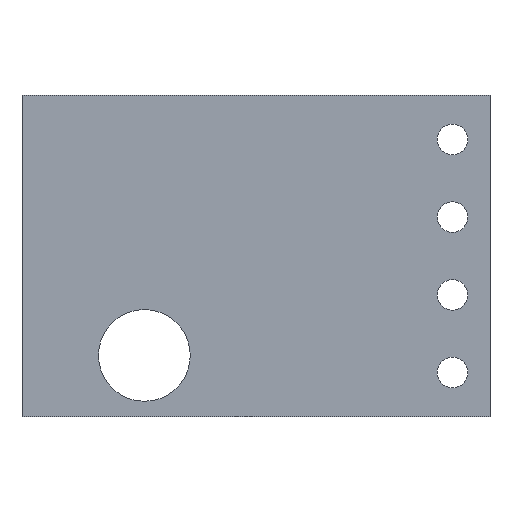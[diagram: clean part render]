
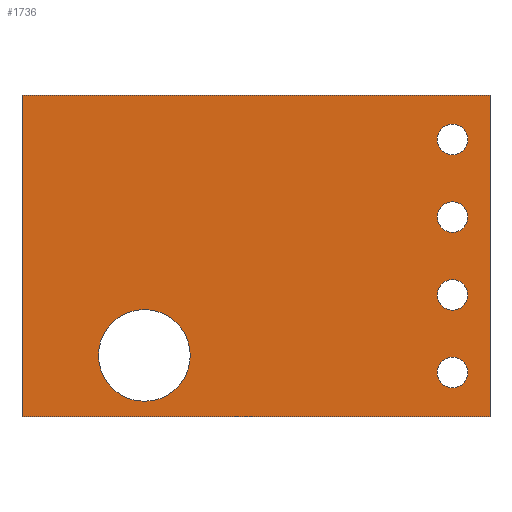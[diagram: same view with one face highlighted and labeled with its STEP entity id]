
A CAD part, front view. The second image highlights one B-rep face of the part: STEP entity #1736.
In plain terms, the highlighted planar face has unit normal (0, -1, 0).
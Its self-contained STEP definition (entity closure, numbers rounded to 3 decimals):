
#48=FACE_BOUND('',#306,.T.);
#49=FACE_BOUND('',#307,.T.);
#50=FACE_BOUND('',#308,.T.);
#51=FACE_BOUND('',#309,.T.);
#52=FACE_BOUND('',#310,.T.);
#67=PLANE('',#1894);
#181=FACE_OUTER_BOUND('',#305,.T.);
#305=EDGE_LOOP('',(#1305,#1306,#1307,#1308));
#306=EDGE_LOOP('',(#1309));
#307=EDGE_LOOP('',(#1310));
#308=EDGE_LOOP('',(#1311));
#309=EDGE_LOOP('',(#1312));
#310=EDGE_LOOP('',(#1313));
#422=LINE('',#2605,#617);
#426=LINE('',#2613,#621);
#429=LINE('',#2619,#624);
#432=LINE('',#2624,#627);
#617=VECTOR('',#2106,10.);
#621=VECTOR('',#2112,10.);
#624=VECTOR('',#2117,10.);
#627=VECTOR('',#2122,10.);
#804=CIRCLE('',#1880,0.5);
#805=CIRCLE('',#1882,0.5);
#806=CIRCLE('',#1884,0.5);
#807=CIRCLE('',#1886,0.5);
#808=CIRCLE('',#1888,1.5);
#842=VERTEX_POINT('',#2583);
#843=VERTEX_POINT('',#2587);
#844=VERTEX_POINT('',#2591);
#845=VERTEX_POINT('',#2595);
#846=VERTEX_POINT('',#2599);
#847=VERTEX_POINT('',#2603);
#848=VERTEX_POINT('',#2604);
#851=VERTEX_POINT('',#2612);
#853=VERTEX_POINT('',#2618);
#1005=EDGE_CURVE('',#842,#842,#804,.T.);
#1007=EDGE_CURVE('',#843,#843,#805,.T.);
#1009=EDGE_CURVE('',#844,#844,#806,.T.);
#1011=EDGE_CURVE('',#845,#845,#807,.T.);
#1013=EDGE_CURVE('',#846,#846,#808,.T.);
#1014=EDGE_CURVE('',#847,#848,#422,.T.);
#1018=EDGE_CURVE('',#851,#847,#426,.T.);
#1021=EDGE_CURVE('',#853,#851,#429,.T.);
#1024=EDGE_CURVE('',#848,#853,#432,.T.);
#1305=ORIENTED_EDGE('',*,*,#1024,.F.);
#1306=ORIENTED_EDGE('',*,*,#1014,.F.);
#1307=ORIENTED_EDGE('',*,*,#1018,.F.);
#1308=ORIENTED_EDGE('',*,*,#1021,.F.);
#1309=ORIENTED_EDGE('',*,*,#1005,.T.);
#1310=ORIENTED_EDGE('',*,*,#1007,.T.);
#1311=ORIENTED_EDGE('',*,*,#1009,.T.);
#1312=ORIENTED_EDGE('',*,*,#1011,.T.);
#1313=ORIENTED_EDGE('',*,*,#1013,.T.);
#1736=ADVANCED_FACE('',(#181,#48,#49,#50,#51,#52),#67,.F.);
#1880=AXIS2_PLACEMENT_3D('',#2585,#2082,#2083);
#1882=AXIS2_PLACEMENT_3D('',#2589,#2087,#2088);
#1884=AXIS2_PLACEMENT_3D('',#2593,#2092,#2093);
#1886=AXIS2_PLACEMENT_3D('',#2597,#2097,#2098);
#1888=AXIS2_PLACEMENT_3D('',#2601,#2102,#2103);
#1894=AXIS2_PLACEMENT_3D('',#2627,#2126,#2127);
#2082=DIRECTION('center_axis',(0.,1.,0.));
#2083=DIRECTION('ref_axis',(-1.,0.,0.));
#2087=DIRECTION('center_axis',(0.,1.,0.));
#2088=DIRECTION('ref_axis',(-1.,0.,0.));
#2092=DIRECTION('center_axis',(0.,1.,0.));
#2093=DIRECTION('ref_axis',(-1.,0.,0.));
#2097=DIRECTION('center_axis',(0.,1.,0.));
#2098=DIRECTION('ref_axis',(-1.,0.,0.));
#2102=DIRECTION('center_axis',(0.,1.,0.));
#2103=DIRECTION('ref_axis',(-1.,0.,0.));
#2106=DIRECTION('',(-1.,0.,0.));
#2112=DIRECTION('',(0.,0.,-1.));
#2117=DIRECTION('',(1.,0.,0.));
#2122=DIRECTION('',(0.,0.,1.));
#2126=DIRECTION('center_axis',(0.,1.,0.));
#2127=DIRECTION('ref_axis',(1.,0.,0.));
#2583=CARTESIAN_POINT('',(14.574,0.,-6.52));
#2585=CARTESIAN_POINT('Origin',(14.074,0.,-6.52));
#2587=CARTESIAN_POINT('',(14.574,0.,-1.44));
#2589=CARTESIAN_POINT('Origin',(14.074,0.,-1.44));
#2591=CARTESIAN_POINT('',(14.574,0.,-9.06));
#2593=CARTESIAN_POINT('Origin',(14.074,0.,-9.06));
#2595=CARTESIAN_POINT('',(14.574,0.,-3.98));
#2597=CARTESIAN_POINT('Origin',(14.074,0.,-3.98));
#2599=CARTESIAN_POINT('',(5.5,0.,-8.5));
#2601=CARTESIAN_POINT('Origin',(4.,0.,-8.5));
#2603=CARTESIAN_POINT('',(15.3,0.,-10.5));
#2604=CARTESIAN_POINT('',(0.,0.,-10.5));
#2605=CARTESIAN_POINT('',(15.3,0.,-10.5));
#2612=CARTESIAN_POINT('',(15.3,0.,0.));
#2613=CARTESIAN_POINT('',(15.3,0.,0.));
#2618=CARTESIAN_POINT('',(0.,0.,0.));
#2619=CARTESIAN_POINT('',(0.,0.,0.));
#2624=CARTESIAN_POINT('',(0.,0.,-10.5));
#2627=CARTESIAN_POINT('Origin',(7.65,0.,-5.25));
